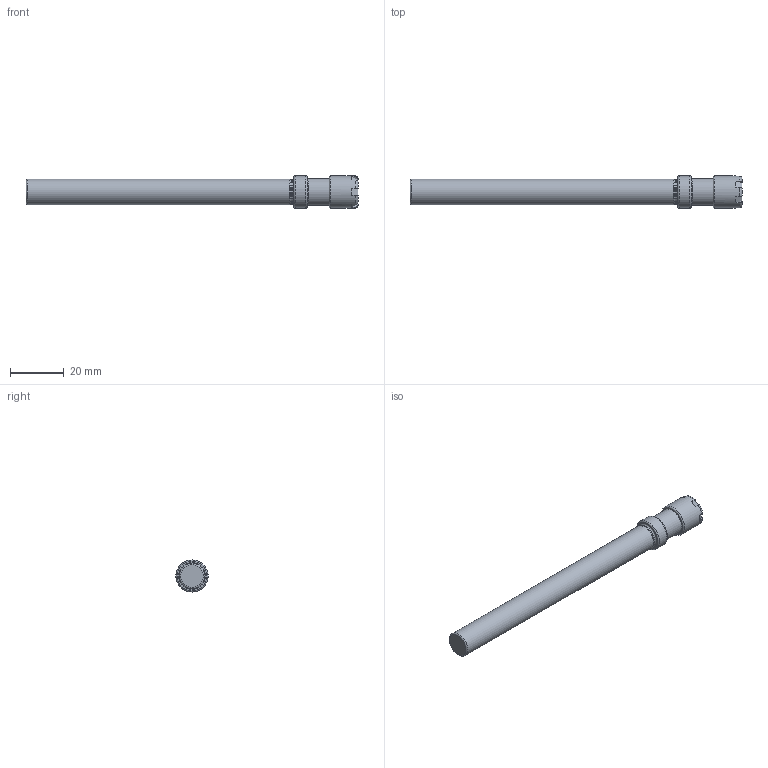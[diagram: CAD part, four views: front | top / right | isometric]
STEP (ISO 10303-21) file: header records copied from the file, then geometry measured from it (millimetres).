
FILE_DESCRIPTION(/* description */ (''),/* implementation_level */ '2;1');
FILE_NAME(/* name */ 'S037-ER08M-0394.stp',/* time_stamp */ '2019-06-13T14:56:09-05:00',/* author */ ('ldfli'),/* organization */ (''),/* preprocessor_version */ 'ST-DEVELOPER v18',/* originating_system */ 'Autodesk Inventor LT',/* authorisation */ '');
FILE_SCHEMA (('AUTOMOTIVE_DESIGN { 1 0 10303 214 3 1 1 }'));
Length unit declared in the file: millimetre
Products named in the file (1): S037-ER08M-0394
Bounding box: 124 x 12 x 12 mm (x, y, z)
Volume: 8194 mm3; surface area: 5372.6 mm2
Topology: 2 solids, 2 shells, 61 faces, 182 edges, 130 vertices
Faces by surface type: plane 27, torus 15, cylinder 10, cone 9
Full cylindrical faces by diameter (mm): 5.1 x1, 5.4 x1, 8.1 x1, 9 x1, 9.025 x1, 9.525 x1, 10 x1, 10.5 x1, 12 x2
Entity records: 2275 total; most frequent: CARTESIAN_POINT 481, DIRECTION 401, ORIENTED_EDGE 362, EDGE_CURVE 181, AXIS2_PLACEMENT_3D 170, VERTEX_POINT 130, CIRCLE 101, EDGE_LOOP 69
